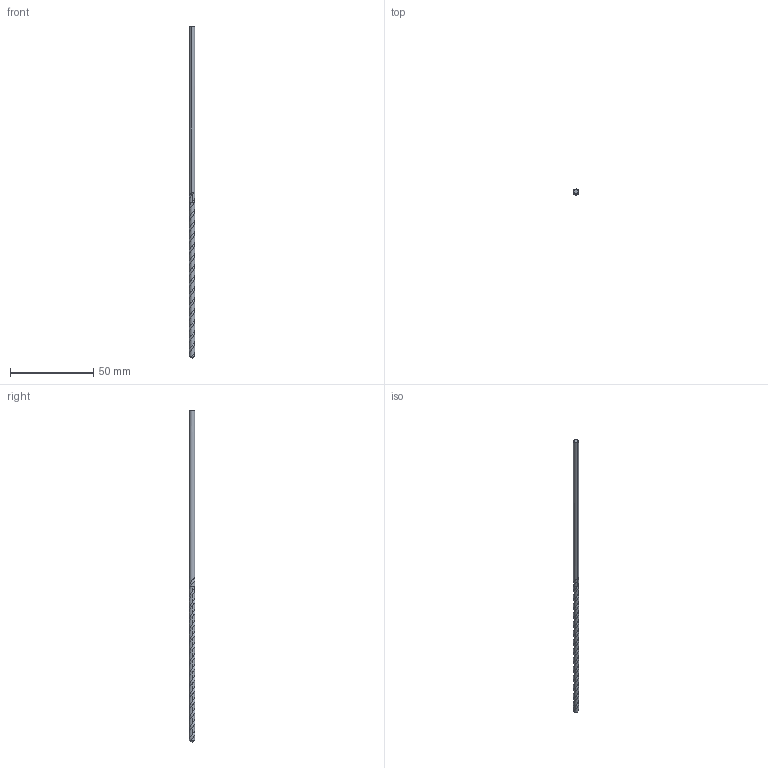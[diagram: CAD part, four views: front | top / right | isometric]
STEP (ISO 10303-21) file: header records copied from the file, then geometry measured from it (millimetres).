
FILE_DESCRIPTION(('no description'),'unknown implementation level');
FILE_NAME('solid62vvGxBNLTCI6TDNaGRUUa7JC4c_1.STP',' ',('CIM GmbH Aachen'),('CADClick - KiM GmbH - www.kimweb.de'),'unknown preprocess','ACIS','unknown authorization');
FILE_SCHEMA(('automotive_design'));
Length unit declared in the file: millimetre
Products named in the file (2): 1; 2
Bounding box: 3.3 x 3.3 x 200 mm (x, y, z)
Volume: 1493.5 mm3; surface area: 2193 mm2
Topology: 2 solids, 2 shells, 76 faces, 215 edges, 139 vertices
Faces by surface type: cone 40, plane 18, cylinder 12, bspline 4, revolution 2
Entity records: 60087 total; most frequent: CARTESIAN_POINT 55953, STYLED_ITEM 428, PRESENTATION_STYLE_ASSIGNMENT 428, COLOUR_RGB 428, ORIENTED_EDGE 422, DIRECTION 271, EDGE_CURVE 211, CURVE_STYLE 211
